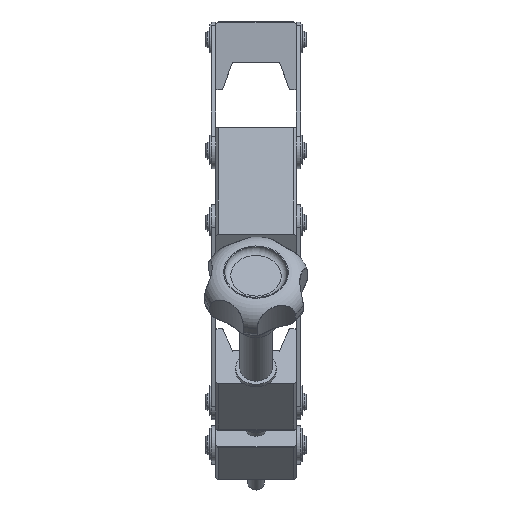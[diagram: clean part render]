
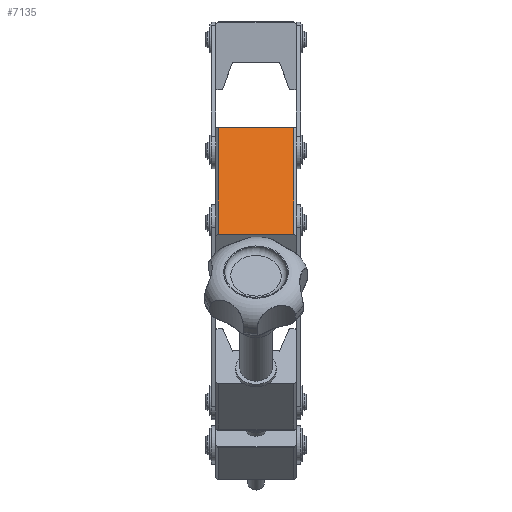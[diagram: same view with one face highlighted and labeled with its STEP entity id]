
A CAD part, top view. The second image highlights one B-rep face of the part: STEP entity #7135.
In plain terms, the highlighted face is planar.
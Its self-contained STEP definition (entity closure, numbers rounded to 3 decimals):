
#1032=LINE('',#14326,#1586);
#1048=LINE('',#14367,#1602);
#1049=LINE('',#14369,#1603);
#1050=LINE('',#14370,#1604);
#1586=VECTOR('',#10112,1000.);
#1602=VECTOR('',#10150,1000.);
#1603=VECTOR('',#10153,1000.);
#1604=VECTOR('',#10154,1000.);
#3493=ORIENTED_EDGE('',*,*,#4459,.F.);
#3494=ORIENTED_EDGE('',*,*,#4458,.T.);
#3495=ORIENTED_EDGE('',*,*,#4460,.F.);
#3496=ORIENTED_EDGE('',*,*,#4437,.F.);
#4437=EDGE_CURVE('',#5103,#5105,#1032,.T.);
#4458=EDGE_CURVE('',#5117,#5118,#1048,.T.);
#4459=EDGE_CURVE('',#5117,#5103,#1049,.T.);
#4460=EDGE_CURVE('',#5105,#5118,#1050,.T.);
#5103=VERTEX_POINT('',#14324);
#5105=VERTEX_POINT('',#14327);
#5117=VERTEX_POINT('',#14364);
#5118=VERTEX_POINT('',#14366);
#5946=EDGE_LOOP('',(#3493,#3494,#3495,#3496));
#6468=FACE_BOUND('',#5946,.T.);
#6731=PLANE('',#8058);
#7135=ADVANCED_FACE('',(#6468),#6731,.T.);
#8058=AXIS2_PLACEMENT_3D('',#14368,#10151,#10152);
#10112=DIRECTION('',(0.,0.,1.));
#10150=DIRECTION('',(0.,0.,1.));
#10151=DIRECTION('',(0.,1.,0.));
#10152=DIRECTION('',(0.,0.,1.));
#10153=DIRECTION('',(1.,0.,0.));
#10154=DIRECTION('',(-1.,0.,0.));
#14324=CARTESIAN_POINT('',(14.,25.,-20.8));
#14326=CARTESIAN_POINT('',(14.,25.,-20.8));
#14327=CARTESIAN_POINT('',(14.,25.,20.8));
#14364=CARTESIAN_POINT('',(-14.,25.,-20.8));
#14366=CARTESIAN_POINT('',(-14.,25.,20.8));
#14367=CARTESIAN_POINT('',(-14.,25.,-20.8));
#14368=CARTESIAN_POINT('',(-14.,25.,0.));
#14369=CARTESIAN_POINT('',(-14.,25.,-20.8));
#14370=CARTESIAN_POINT('',(14.,25.,20.8));
